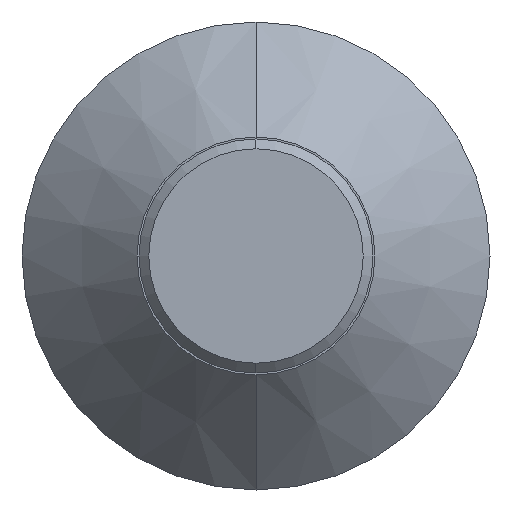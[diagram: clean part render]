
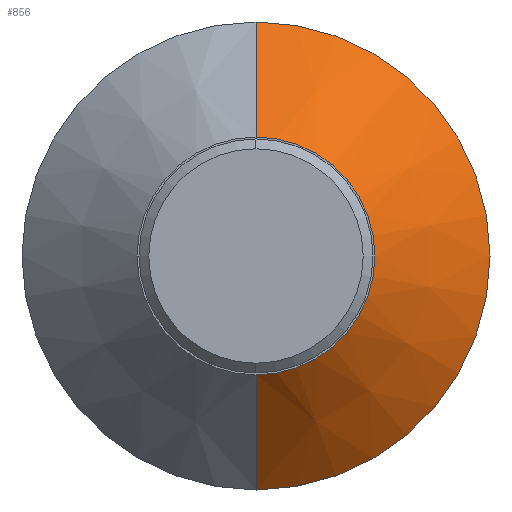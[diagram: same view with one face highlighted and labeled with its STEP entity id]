
A CAD part, left-side view. The second image highlights one B-rep face of the part: STEP entity #856.
In plain terms, the highlighted conical face has half-angle 45 degrees and reference radius 4.525 mm.
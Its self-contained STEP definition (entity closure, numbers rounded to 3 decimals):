
#753=DIRECTION('',(0.707,0.,0.707));
#754=VECTOR('',#753,4.172);
#755=CARTESIAN_POINT('',(-6.,0.,3.05));
#756=LINE('',#755,#754);
#760=DIRECTION('',(-0.707,0.,0.707));
#761=VECTOR('',#760,4.172);
#762=CARTESIAN_POINT('',(6.,0.,3.05));
#763=LINE('',#762,#761);
#767=CARTESIAN_POINT('',(0.,0.,3.05));
#768=DIRECTION('',(0.,0.,1.));
#769=DIRECTION('',(-1.,0.,0.));
#770=AXIS2_PLACEMENT_3D('',#767,#768,#769);
#813=CARTESIAN_POINT('',(0.,0.,6.));
#814=DIRECTION('',(0.,0.,1.));
#815=DIRECTION('',(-1.,0.,0.));
#816=AXIS2_PLACEMENT_3D('',#813,#814,#815);
#830=CARTESIAN_POINT('',(-6.,0.,3.05));
#832=VERTEX_POINT('',#830);
#833=CARTESIAN_POINT('',(-3.05,0.,6.));
#834=VERTEX_POINT('',#833);
#836=CARTESIAN_POINT('',(6.,0.,3.05));
#838=VERTEX_POINT('',#836);
#839=CARTESIAN_POINT('',(3.05,0.,6.));
#840=VERTEX_POINT('',#839);
#841=CARTESIAN_POINT('',(0.,0.,4.525));
#842=DIRECTION('',(0.,0.,-1.));
#843=DIRECTION('',(1.,0.,0.));
#844=AXIS2_PLACEMENT_3D('',#841,#842,#843);
#845=CONICAL_SURFACE('',#844,4.525,45.);
#847=ORIENTED_EDGE('',*,*,#846,.T.);
#849=ORIENTED_EDGE('',*,*,#848,.T.);
#851=ORIENTED_EDGE('',*,*,#850,.F.);
#853=ORIENTED_EDGE('',*,*,#852,.F.);
#854=EDGE_LOOP('',(#847,#849,#851,#853));
#855=FACE_OUTER_BOUND('',#854,.F.);
#771=CIRCLE('',#770,6.);
#817=CIRCLE('',#816,3.05);
#846=EDGE_CURVE('',#832,#834,#756,.T.);
#848=EDGE_CURVE('',#834,#840,#817,.T.);
#850=EDGE_CURVE('',#838,#840,#763,.T.);
#852=EDGE_CURVE('',#832,#838,#771,.T.);
#856=ADVANCED_FACE('',(#855),#845,.T.);
